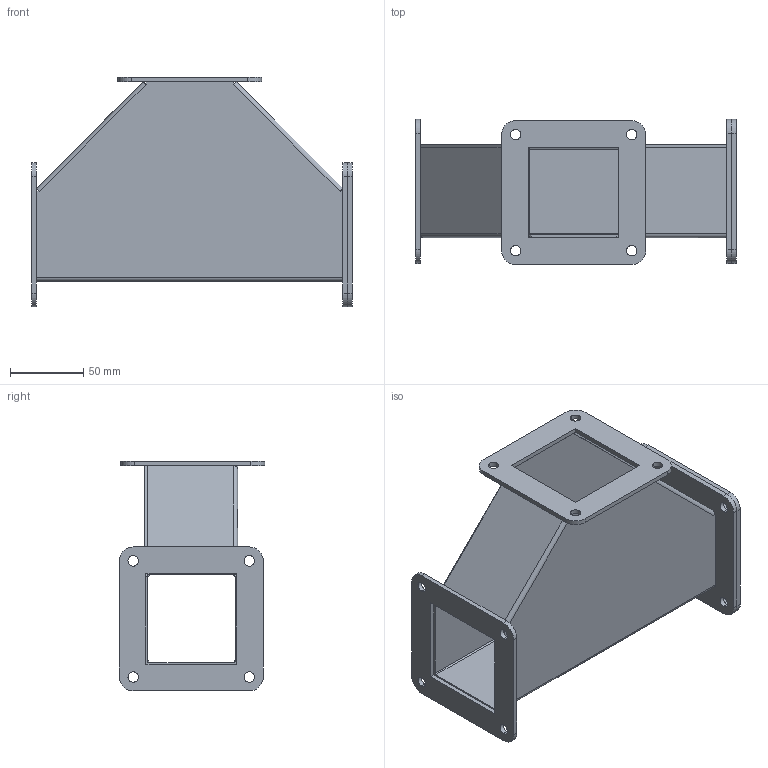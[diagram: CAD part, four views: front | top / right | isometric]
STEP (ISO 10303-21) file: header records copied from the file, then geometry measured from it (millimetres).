
FILE_DESCRIPTION (( 'STEP AP203' ), '1' );
FILE_NAME ('1487BT.step', '2024-04-25T14:27:08', ( '' ), ( '' ), 'SwSTEP 2.0', 'SolidWorks 2023', '' );
FILE_SCHEMA (( 'CONFIG_CONTROL_DESIGN' ));
Length unit declared in the file: inch
Products named in the file (1): 1487BT
Bounding box: 219.07 x 99.44 x 157.15 mm (x, y, z)
Volume: 199979.4 mm3; surface area: 197250.1 mm2
Topology: 5 solids, 5 shells, 142 faces, 388 edges, 256 vertices
Faces by surface type: plane 74, cylinder 68
Entity records: 4699 total; most frequent: CARTESIAN_POINT 811, DIRECTION 802, ORIENTED_EDGE 776, EDGE_CURVE 388, AXIS2_PLACEMENT_3D 279, VERTEX_POINT 256, VECTOR 244, LINE 244
